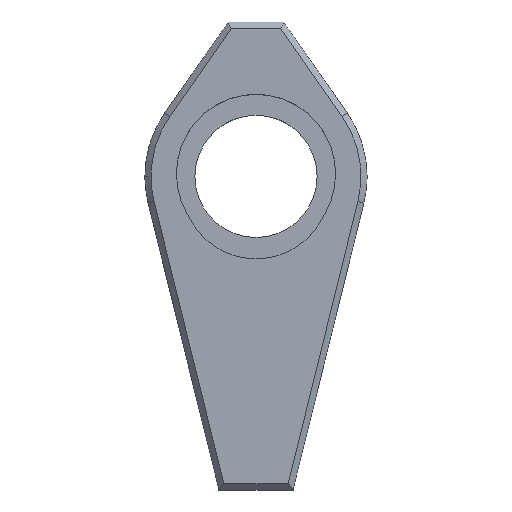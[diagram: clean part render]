
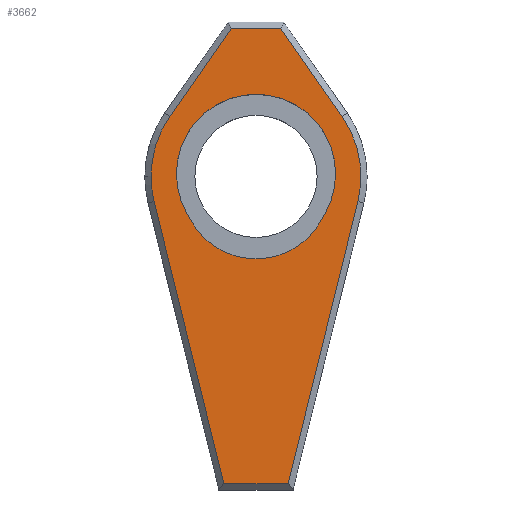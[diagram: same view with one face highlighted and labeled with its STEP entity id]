
A CAD part, top view. The second image highlights one B-rep face of the part: STEP entity #3662.
In plain terms, the highlighted planar face has unit normal (0, 0, 1).
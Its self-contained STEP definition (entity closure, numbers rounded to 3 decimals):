
#19 = CIRCLE ( 'NONE', #3559, 6.446 ) ;
#43 = VECTOR ( 'NONE', #1662, 1000. ) ;
#70 = EDGE_CURVE ( 'NONE', #72, #3215, #191, .T. ) ;
#72 = VERTEX_POINT ( 'NONE', #1832 ) ;
#130 = EDGE_CURVE ( 'NONE', #3766, #1270, #2003, .T. ) ;
#142 = FACE_OUTER_BOUND ( 'NONE', #1221, .T. ) ;
#178 = VERTEX_POINT ( 'NONE', #738 ) ;
#191 = CIRCLE ( 'NONE', #3628, 8.5 ) ;
#192 = CARTESIAN_POINT ( 'NONE',  ( -6.97, 4.865, 0. ) ) ;
#222 = DIRECTION ( 'NONE',  ( 0., 0., 1. ) ) ;
#248 = CARTESIAN_POINT ( 'NONE',  ( 0., 0., 0. ) ) ;
#295 = EDGE_CURVE ( 'NONE', #1174, #178, #2681, .T. ) ;
#338 = PLANE ( 'NONE',  #1523 ) ;
#351 = EDGE_CURVE ( 'NONE', #178, #3168, #3080, .T. ) ;
#360 = EDGE_CURVE ( 'NONE', #378, #1270, #1297, .T. ) ;
#378 = VERTEX_POINT ( 'NONE', #1103 ) ;
#403 = ORIENTED_EDGE ( 'NONE', *, *, #2636, .T. ) ;
#428 = ORIENTED_EDGE ( 'NONE', *, *, #130, .F. ) ;
#501 = CARTESIAN_POINT ( 'NONE',  ( 23.137, -12.609, 0. ) ) ;
#529 = DIRECTION ( 'NONE',  ( 0.24, -0.971, 0. ) ) ;
#538 = EDGE_CURVE ( 'NONE', #987, #3766, #19, .T. ) ;
#610 = DIRECTION ( 'NONE',  ( -1., 0., 0. ) ) ;
#652 = EDGE_CURVE ( 'NONE', #1384, #987, #2627, .T. ) ;
#701 = EDGE_CURVE ( 'NONE', #3215, #2471, #3170, .T. ) ;
#714 = VERTEX_POINT ( 'NONE', #1443 ) ;
#725 = AXIS2_PLACEMENT_3D ( 'NONE', #3003, #3629, #726 ) ;
#726 = DIRECTION ( 'NONE',  ( 1., 0., 0. ) ) ;
#738 = CARTESIAN_POINT ( 'NONE',  ( 1.989, 12., 0. ) ) ;
#770 = CIRCLE ( 'NONE', #841, 8.5 ) ;
#841 = AXIS2_PLACEMENT_3D ( 'NONE', #3479, #2312, #610 ) ;
#987 = VERTEX_POINT ( 'NONE', #1553 ) ;
#1010 = DIRECTION ( 'NONE',  ( 0., 0., -1. ) ) ;
#1012 = CARTESIAN_POINT ( 'NONE',  ( 6.97, 4.865, 0. ) ) ;
#1030 = DIRECTION ( 'NONE',  ( 0., 0., 1. ) ) ;
#1044 = DIRECTION ( 'NONE',  ( 0., 0., 1. ) ) ;
#1081 = LINE ( 'NONE', #3134, #3427 ) ;
#1096 = VERTEX_POINT ( 'NONE', #2782 ) ;
#1103 = CARTESIAN_POINT ( 'NONE',  ( -5.37, -3.426, 0. ) ) ;
#1112 = DIRECTION ( 'NONE',  ( 0., 0., 1. ) ) ;
#1174 = VERTEX_POINT ( 'NONE', #2846 ) ;
#1219 = ORIENTED_EDGE ( 'NONE', *, *, #1704, .T. ) ;
#1221 = EDGE_LOOP ( 'NONE', ( #3413, #3125, #1219, #3010, #1847, #2799, #3187, #2821, #1711 ) ) ;
#1225 = CIRCLE ( 'NONE', #2545, 6.045 ) ;
#1270 = VERTEX_POINT ( 'NONE', #2273 ) ;
#1273 = DIRECTION ( 'NONE',  ( 0., 0., 1. ) ) ;
#1279 = FACE_BOUND ( 'NONE', #1848, .T. ) ;
#1297 = CIRCLE ( 'NONE', #3482, 20. ) ;
#1320 = CIRCLE ( 'NONE', #1928, 8.5 ) ;
#1370 = DIRECTION ( 'NONE',  ( -1., 0., 0. ) ) ;
#1384 = VERTEX_POINT ( 'NONE', #1792 ) ;
#1443 = CARTESIAN_POINT ( 'NONE',  ( 5.37, -3.426, 0. ) ) ;
#1523 = AXIS2_PLACEMENT_3D ( 'NONE', #2344, #1010, #2739 ) ;
#1527 = DIRECTION ( 'NONE',  ( 0., 0., 1. ) ) ;
#1528 = ORIENTED_EDGE ( 'NONE', *, *, #3189, .F. ) ;
#1546 = CARTESIAN_POINT ( 'NONE',  ( 0., 0., 0. ) ) ;
#1553 = CARTESIAN_POINT ( 'NONE',  ( 6.446, 0.2, 0. ) ) ;
#1567 = ORIENTED_EDGE ( 'NONE', *, *, #360, .T. ) ;
#1602 = CARTESIAN_POINT ( 'NONE',  ( 0., 0.2, 0. ) ) ;
#1637 = DIRECTION ( 'NONE',  ( 0., 0., 1. ) ) ;
#1652 = VERTEX_POINT ( 'NONE', #192 ) ;
#1658 = DIRECTION ( 'NONE',  ( 1., 0., 0. ) ) ;
#1662 = DIRECTION ( 'NONE',  ( -0.572, -0.82, 0. ) ) ;
#1704 = EDGE_CURVE ( 'NONE', #3253, #1096, #1081, .T. ) ;
#1711 = ORIENTED_EDGE ( 'NONE', *, *, #70, .T. ) ;
#1725 = DIRECTION ( 'NONE',  ( 0.24, 0.971, 0. ) ) ;
#1739 = VECTOR ( 'NONE', #2198, 1000. ) ;
#1792 = CARTESIAN_POINT ( 'NONE',  ( 5.64, -2.922, 0. ) ) ;
#1804 = VECTOR ( 'NONE', #3283, 1000. ) ;
#1832 = CARTESIAN_POINT ( 'NONE',  ( -8.5, 0., 0. ) ) ;
#1847 = ORIENTED_EDGE ( 'NONE', *, *, #295, .T. ) ;
#1848 = EDGE_LOOP ( 'NONE', ( #403, #1528, #1567, #428, #3520, #2679 ) ) ;
#1857 = CARTESIAN_POINT ( 'NONE',  ( -1.989, 12., 0. ) ) ;
#1872 = DIRECTION ( 'NONE',  ( 1., 0., 0. ) ) ;
#1895 = EDGE_CURVE ( 'NONE', #1096, #1174, #770, .T. ) ;
#1928 = AXIS2_PLACEMENT_3D ( 'NONE', #248, #222, #1370 ) ;
#2003 = CIRCLE ( 'NONE', #2377, 6.446 ) ;
#2060 = VECTOR ( 'NONE', #3318, 1000. ) ;
#2176 = CARTESIAN_POINT ( 'NONE',  ( -8.252, -2.037, 0. ) ) ;
#2198 = DIRECTION ( 'NONE',  ( -1., 0., 0. ) ) ;
#2236 = DIRECTION ( 'NONE',  ( 1., 0., 0. ) ) ;
#2268 = CARTESIAN_POINT ( 'NONE',  ( -6.97, 4.865, 0. ) ) ;
#2273 = CARTESIAN_POINT ( 'NONE',  ( -5.64, -2.922, 0. ) ) ;
#2312 = DIRECTION ( 'NONE',  ( 0., 0., 1. ) ) ;
#2344 = CARTESIAN_POINT ( 'NONE',  ( 0., 0., 0. ) ) ;
#2377 = AXIS2_PLACEMENT_3D ( 'NONE', #2984, #1273, #3291 ) ;
#2439 = CARTESIAN_POINT ( 'NONE',  ( 3., -24.9, 0. ) ) ;
#2471 = VERTEX_POINT ( 'NONE', #2659 ) ;
#2526 = CARTESIAN_POINT ( 'NONE',  ( -23.137, -12.609, 0. ) ) ;
#2545 = AXIS2_PLACEMENT_3D ( 'NONE', #2746, #1044, #1872 ) ;
#2572 = EDGE_CURVE ( 'NONE', #2471, #3253, #2833, .T. ) ;
#2627 = CIRCLE ( 'NONE', #725, 6.446 ) ;
#2636 = EDGE_CURVE ( 'NONE', #1384, #714, #3568, .T. ) ;
#2659 = CARTESIAN_POINT ( 'NONE',  ( -2.608, -24.9, 0. ) ) ;
#2679 = ORIENTED_EDGE ( 'NONE', *, *, #652, .F. ) ;
#2681 = LINE ( 'NONE', #1012, #2060 ) ;
#2719 = DIRECTION ( 'NONE',  ( 1., 0., 0. ) ) ;
#2739 = DIRECTION ( 'NONE',  ( -1., 0., 0. ) ) ;
#2746 = CARTESIAN_POINT ( 'NONE',  ( 0., -0.65, 0. ) ) ;
#2782 = CARTESIAN_POINT ( 'NONE',  ( 8.252, -2.037, 0. ) ) ;
#2799 = ORIENTED_EDGE ( 'NONE', *, *, #351, .T. ) ;
#2803 = CARTESIAN_POINT ( 'NONE',  ( 0., 12., 0. ) ) ;
#2821 = ORIENTED_EDGE ( 'NONE', *, *, #2901, .T. ) ;
#2833 = LINE ( 'NONE', #2439, #1804 ) ;
#2846 = CARTESIAN_POINT ( 'NONE',  ( 6.97, 4.865, 0. ) ) ;
#2901 = EDGE_CURVE ( 'NONE', #1652, #72, #1320, .T. ) ;
#2984 = CARTESIAN_POINT ( 'NONE',  ( 0., 0.2, 0. ) ) ;
#3003 = CARTESIAN_POINT ( 'NONE',  ( 0., 0.2, 0. ) ) ;
#3010 = ORIENTED_EDGE ( 'NONE', *, *, #1895, .T. ) ;
#3080 = LINE ( 'NONE', #2803, #1739 ) ;
#3125 = ORIENTED_EDGE ( 'NONE', *, *, #2572, .T. ) ;
#3133 = CARTESIAN_POINT ( 'NONE',  ( -6.446, 0.2, 0. ) ) ;
#3134 = CARTESIAN_POINT ( 'NONE',  ( 8.252, -2.037, 0. ) ) ;
#3168 = VERTEX_POINT ( 'NONE', #1857 ) ;
#3170 = LINE ( 'NONE', #2176, #3552 ) ;
#3187 = ORIENTED_EDGE ( 'NONE', *, *, #3754, .T. ) ;
#3189 = EDGE_CURVE ( 'NONE', #378, #714, #1225, .T. ) ;
#3205 = LINE ( 'NONE', #2268, #43 ) ;
#3215 = VERTEX_POINT ( 'NONE', #3642 ) ;
#3253 = VERTEX_POINT ( 'NONE', #3546 ) ;
#3269 = DIRECTION ( 'NONE',  ( -1., 0., 0. ) ) ;
#3283 = DIRECTION ( 'NONE',  ( 1., 0., 0. ) ) ;
#3291 = DIRECTION ( 'NONE',  ( 1., 0., 0. ) ) ;
#3318 = DIRECTION ( 'NONE',  ( -0.572, 0.82, 0. ) ) ;
#3413 = ORIENTED_EDGE ( 'NONE', *, *, #701, .T. ) ;
#3427 = VECTOR ( 'NONE', #1725, 1000. ) ;
#3479 = CARTESIAN_POINT ( 'NONE',  ( 0., 0., 0. ) ) ;
#3482 = AXIS2_PLACEMENT_3D ( 'NONE', #2526, #1112, #2236 ) ;
#3504 = AXIS2_PLACEMENT_3D ( 'NONE', #501, #1637, #1658 ) ;
#3520 = ORIENTED_EDGE ( 'NONE', *, *, #538, .F. ) ;
#3546 = CARTESIAN_POINT ( 'NONE',  ( 2.608, -24.9, 0. ) ) ;
#3552 = VECTOR ( 'NONE', #529, 1000. ) ;
#3559 = AXIS2_PLACEMENT_3D ( 'NONE', #1602, #1030, #2719 ) ;
#3568 = CIRCLE ( 'NONE', #3504, 20. ) ;
#3628 = AXIS2_PLACEMENT_3D ( 'NONE', #1546, #1527, #3269 ) ;
#3629 = DIRECTION ( 'NONE',  ( 0., 0., 1. ) ) ;
#3642 = CARTESIAN_POINT ( 'NONE',  ( -8.252, -2.037, 0. ) ) ;
#3662 = ADVANCED_FACE ( 'NONE', ( #142, #1279 ), #338, .F. ) ;
#3754 = EDGE_CURVE ( 'NONE', #3168, #1652, #3205, .T. ) ;
#3766 = VERTEX_POINT ( 'NONE', #3133 ) ;
